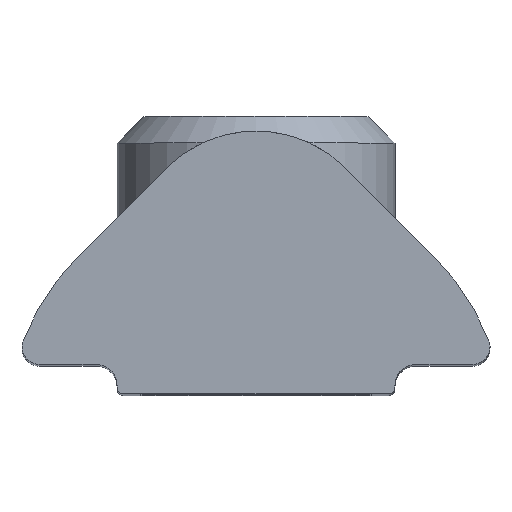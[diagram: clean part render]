
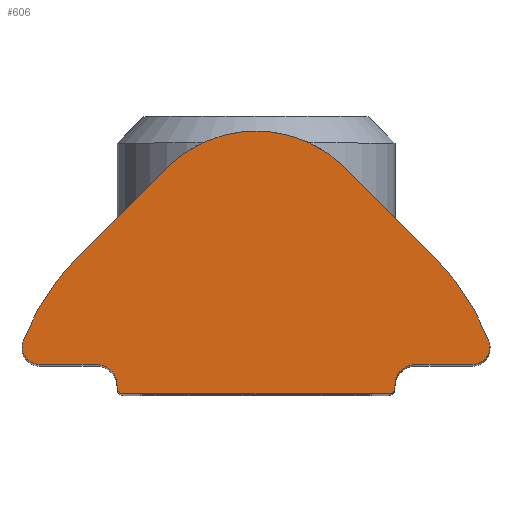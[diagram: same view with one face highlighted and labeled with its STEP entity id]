
A CAD part, top view. The second image highlights one B-rep face of the part: STEP entity #606.
In plain terms, the highlighted planar face has unit normal (0, 0, 1).
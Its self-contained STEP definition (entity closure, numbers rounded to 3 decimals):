
#38=LINE('',#922,#84);
#50=LINE('',#1009,#96);
#54=LINE('',#1018,#100);
#57=LINE('',#1026,#103);
#60=LINE('',#1034,#106);
#65=LINE('',#1046,#111);
#68=LINE('',#1058,#114);
#84=VECTOR('',#704,3.548);
#96=VECTOR('',#750,0.05);
#100=VECTOR('',#760,7.6);
#103=VECTOR('',#769,0.05);
#106=VECTOR('',#778,1.635);
#111=VECTOR('',#793,3.548);
#114=VECTOR('',#808,1.635);
#136=PLANE('',#667);
#155=CIRCLE('',#633,3.653);
#165=CIRCLE('',#646,0.2);
#166=CIRCLE('',#649,0.2);
#167=CIRCLE('',#652,0.6);
#168=CIRCLE('',#655,0.501);
#169=CIRCLE('',#657,7.2);
#170=CIRCLE('',#661,7.2);
#171=CIRCLE('',#663,0.501);
#172=CIRCLE('',#666,0.6);
#198=FACE_OUTER_BOUND('',#236,.T.);
#236=EDGE_LOOP('',(#511,#512,#513,#514,#515,#516,#517,#518,#519,#520,#521,
#522,#523,#524,#525,#526));
#268=VERTEX_POINT('',#919);
#269=VERTEX_POINT('',#921);
#275=VERTEX_POINT('',#973);
#290=VERTEX_POINT('',#1007);
#291=VERTEX_POINT('',#1008);
#292=VERTEX_POINT('',#1013);
#293=VERTEX_POINT('',#1017);
#294=VERTEX_POINT('',#1021);
#295=VERTEX_POINT('',#1025);
#296=VERTEX_POINT('',#1029);
#297=VERTEX_POINT('',#1033);
#298=VERTEX_POINT('',#1037);
#299=VERTEX_POINT('',#1041);
#300=VERTEX_POINT('',#1049);
#301=VERTEX_POINT('',#1053);
#302=VERTEX_POINT('',#1057);
#327=EDGE_CURVE('',#268,#269,#38,.T.);
#337=EDGE_CURVE('',#275,#268,#155,.T.);
#353=EDGE_CURVE('',#290,#291,#50,.T.);
#356=EDGE_CURVE('',#291,#292,#165,.T.);
#358=EDGE_CURVE('',#292,#293,#54,.T.);
#360=EDGE_CURVE('',#293,#294,#166,.T.);
#362=EDGE_CURVE('',#294,#295,#57,.T.);
#364=EDGE_CURVE('',#295,#296,#167,.T.);
#366=EDGE_CURVE('',#296,#297,#60,.T.);
#368=EDGE_CURVE('',#297,#298,#168,.T.);
#370=EDGE_CURVE('',#298,#299,#169,.T.);
#373=EDGE_CURVE('',#299,#275,#65,.T.);
#374=EDGE_CURVE('',#269,#300,#170,.T.);
#376=EDGE_CURVE('',#300,#301,#171,.T.);
#378=EDGE_CURVE('',#301,#302,#68,.T.);
#380=EDGE_CURVE('',#302,#290,#172,.T.);
#511=ORIENTED_EDGE('',*,*,#353,.F.);
#512=ORIENTED_EDGE('',*,*,#380,.F.);
#513=ORIENTED_EDGE('',*,*,#378,.F.);
#514=ORIENTED_EDGE('',*,*,#376,.F.);
#515=ORIENTED_EDGE('',*,*,#374,.F.);
#516=ORIENTED_EDGE('',*,*,#327,.F.);
#517=ORIENTED_EDGE('',*,*,#337,.F.);
#518=ORIENTED_EDGE('',*,*,#373,.F.);
#519=ORIENTED_EDGE('',*,*,#370,.F.);
#520=ORIENTED_EDGE('',*,*,#368,.F.);
#521=ORIENTED_EDGE('',*,*,#366,.F.);
#522=ORIENTED_EDGE('',*,*,#364,.F.);
#523=ORIENTED_EDGE('',*,*,#362,.F.);
#524=ORIENTED_EDGE('',*,*,#360,.F.);
#525=ORIENTED_EDGE('',*,*,#358,.F.);
#526=ORIENTED_EDGE('',*,*,#356,.F.);
#606=ADVANCED_FACE('',(#198),#136,.T.);
#633=AXIS2_PLACEMENT_3D('',#975,#720,#721);
#646=AXIS2_PLACEMENT_3D('',#1014,#755,#756);
#649=AXIS2_PLACEMENT_3D('',#1022,#764,#765);
#652=AXIS2_PLACEMENT_3D('',#1030,#773,#774);
#655=AXIS2_PLACEMENT_3D('',#1038,#782,#783);
#657=AXIS2_PLACEMENT_3D('',#1042,#787,#788);
#661=AXIS2_PLACEMENT_3D('',#1050,#798,#799);
#663=AXIS2_PLACEMENT_3D('',#1054,#803,#804);
#666=AXIS2_PLACEMENT_3D('',#1061,#812,#813);
#667=AXIS2_PLACEMENT_3D('',#1062,#814,#815);
#704=DIRECTION('',(0.707,-0.707,0.));
#720=DIRECTION('center_axis',(0.,0.,-1.));
#721=DIRECTION('ref_axis',(-0.707,-0.707,0.));
#750=DIRECTION('',(0.,-1.,0.));
#755=DIRECTION('center_axis',(0.,0.,-1.));
#756=DIRECTION('ref_axis',(0.,1.,0.));
#760=DIRECTION('',(-1.,0.,0.));
#764=DIRECTION('center_axis',(0.,0.,-1.));
#765=DIRECTION('ref_axis',(1.,0.,0.));
#769=DIRECTION('',(0.,1.,0.));
#773=DIRECTION('center_axis',(0.,0.,1.));
#774=DIRECTION('ref_axis',(1.,0.,0.));
#778=DIRECTION('',(-1.,0.,0.));
#782=DIRECTION('center_axis',(0.,0.,-1.));
#783=DIRECTION('ref_axis',(0.931,-0.366,0.));
#787=DIRECTION('center_axis',(0.,0.,-1.));
#788=DIRECTION('ref_axis',(0.707,-0.707,0.));
#793=DIRECTION('',(0.707,0.707,0.));
#798=DIRECTION('center_axis',(0.,0.,-1.));
#799=DIRECTION('ref_axis',(-0.931,-0.366,0.));
#803=DIRECTION('center_axis',(0.,0.,-1.));
#804=DIRECTION('ref_axis',(0.,1.,0.));
#808=DIRECTION('',(-1.,0.,0.));
#812=DIRECTION('center_axis',(0.,0.,1.));
#813=DIRECTION('ref_axis',(0.,1.,0.));
#814=DIRECTION('center_axis',(0.,0.,1.));
#815=DIRECTION('ref_axis',(1.,0.,0.));
#919=CARTESIAN_POINT('',(2.582,3.312,14.));
#921=CARTESIAN_POINT('',(5.09,0.803,14.));
#922=CARTESIAN_POINT('',(2.582,3.312,14.));
#973=CARTESIAN_POINT('',(-2.584,3.312,14.));
#975=CARTESIAN_POINT('Origin',(-0.001,0.729,
14.));
#1007=CARTESIAN_POINT('',(3.999,-2.939,14.));
#1008=CARTESIAN_POINT('',(3.999,-2.989,14.));
#1009=CARTESIAN_POINT('',(3.999,-2.939,14.));
#1013=CARTESIAN_POINT('',(3.799,-3.189,14.));
#1014=CARTESIAN_POINT('Origin',(3.799,-2.989,14.));
#1017=CARTESIAN_POINT('',(-3.801,-3.189,14.));
#1018=CARTESIAN_POINT('',(3.799,-3.189,14.));
#1021=CARTESIAN_POINT('',(-4.001,-2.989,14.));
#1022=CARTESIAN_POINT('Origin',(-3.801,-2.989,14.));
#1025=CARTESIAN_POINT('',(-4.001,-2.939,14.));
#1026=CARTESIAN_POINT('',(-4.001,-2.989,14.));
#1029=CARTESIAN_POINT('',(-4.601,-2.339,14.));
#1030=CARTESIAN_POINT('Origin',(-4.601,-2.939,14.));
#1033=CARTESIAN_POINT('',(-6.236,-2.339,14.));
#1034=CARTESIAN_POINT('',(-4.601,-2.339,14.));
#1037=CARTESIAN_POINT('',(-6.702,-1.655,14.));
#1038=CARTESIAN_POINT('Origin',(-6.236,-1.838,14.));
#1041=CARTESIAN_POINT('',(-5.092,0.803,14.));
#1042=CARTESIAN_POINT('Origin',(-0.001,-4.288,
14.));
#1046=CARTESIAN_POINT('',(-5.092,0.803,14.));
#1049=CARTESIAN_POINT('',(6.7,-1.655,14.));
#1050=CARTESIAN_POINT('Origin',(-0.001,-4.288,
14.));
#1053=CARTESIAN_POINT('',(6.234,-2.339,14.));
#1054=CARTESIAN_POINT('Origin',(6.234,-1.838,14.));
#1057=CARTESIAN_POINT('',(4.599,-2.339,14.));
#1058=CARTESIAN_POINT('',(6.234,-2.339,14.));
#1061=CARTESIAN_POINT('Origin',(4.599,-2.939,14.));
#1062=CARTESIAN_POINT('Origin',(-0.001,-0.234,
14.));
